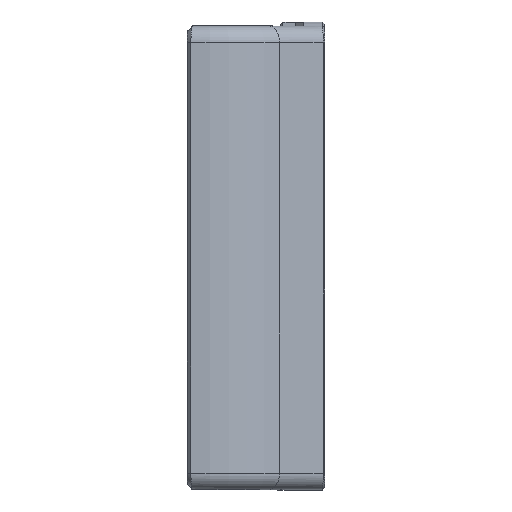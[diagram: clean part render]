
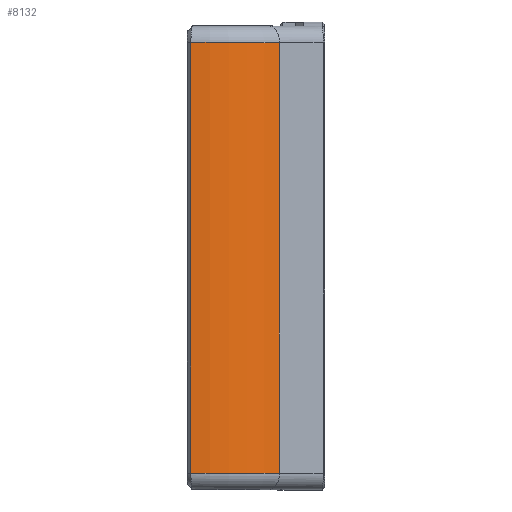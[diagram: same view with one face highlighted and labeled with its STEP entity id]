
A CAD part, top view. The second image highlights one B-rep face of the part: STEP entity #8132.
In plain terms, the highlighted cylindrical face has radius 22.996 mm (diameter 45.992 mm), a partial arc.
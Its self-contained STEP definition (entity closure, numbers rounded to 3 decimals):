
#136=CYLINDRICAL_SURFACE('',#8677,22.996);
#590=FACE_OUTER_BOUND('',#1112,.T.);
#1112=EDGE_LOOP('',(#6634,#6635,#6636,#6637));
#1420=CIRCLE('',#8674,22.996);
#1423=CIRCLE('',#8678,22.996);
#2174=LINE('',#12739,#3057);
#2191=LINE('',#13004,#3074);
#3057=VECTOR('',#10271,10.);
#3074=VECTOR('',#10306,10.);
#3810=VERTEX_POINT('',#12732);
#3813=VERTEX_POINT('',#12737);
#3834=VERTEX_POINT('',#12996);
#3836=VERTEX_POINT('',#13002);
#4778=EDGE_CURVE('',#3813,#3810,#2174,.T.);
#4811=EDGE_CURVE('',#3810,#3834,#1420,.T.);
#4814=EDGE_CURVE('',#3836,#3813,#1423,.T.);
#4815=EDGE_CURVE('',#3836,#3834,#2191,.T.);
#6634=ORIENTED_EDGE('',*,*,#4778,.F.);
#6635=ORIENTED_EDGE('',*,*,#4814,.F.);
#6636=ORIENTED_EDGE('',*,*,#4815,.T.);
#6637=ORIENTED_EDGE('',*,*,#4811,.F.);
#8132=ADVANCED_FACE('',(#590),#136,.T.);
#8674=AXIS2_PLACEMENT_3D('',#12997,#10296,#10297);
#8677=AXIS2_PLACEMENT_3D('',#13001,#10302,#10303);
#8678=AXIS2_PLACEMENT_3D('',#13003,#10304,#10305);
#10271=DIRECTION('',(0.,1.,0.));
#10296=DIRECTION('center_axis',(0.,1.,0.));
#10297=DIRECTION('ref_axis',(0.301,0.,0.954));
#10302=DIRECTION('center_axis',(0.,1.,0.));
#10303=DIRECTION('ref_axis',(-0.087,0.,0.996));
#10304=DIRECTION('center_axis',(0.,-1.,0.));
#10305=DIRECTION('ref_axis',(0.301,0.,0.954));
#10306=DIRECTION('',(0.,1.,0.));
#12732=CARTESIAN_POINT('',(89.648,-10.862,221.975));
#12737=CARTESIAN_POINT('',(89.648,-88.862,221.975));
#12739=CARTESIAN_POINT('',(89.648,-89.862,221.975));
#12996=CARTESIAN_POINT('',(105.686,-10.862,216.629));
#12997=CARTESIAN_POINT('Origin',(90.904,-10.862,199.013));
#13001=CARTESIAN_POINT('Origin',(90.904,-89.862,199.013));
#13002=CARTESIAN_POINT('',(105.686,-88.862,216.629));
#13003=CARTESIAN_POINT('Origin',(90.904,-88.862,199.013));
#13004=CARTESIAN_POINT('',(105.686,-89.862,216.629));
